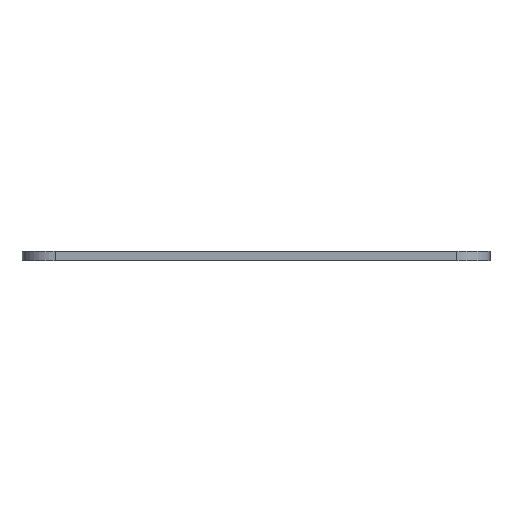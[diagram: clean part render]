
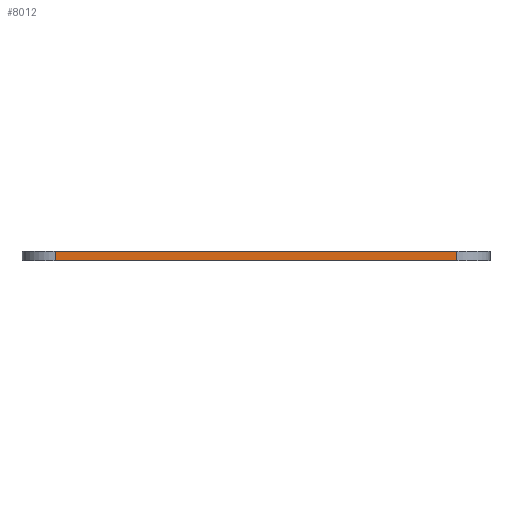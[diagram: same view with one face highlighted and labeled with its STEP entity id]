
A CAD part, left-side view. The second image highlights one B-rep face of the part: STEP entity #8012.
In plain terms, the highlighted planar face has unit normal (-1, 0, 0).
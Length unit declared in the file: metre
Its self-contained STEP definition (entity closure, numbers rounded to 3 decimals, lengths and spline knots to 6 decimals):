
#385=LINE('',#12525,#1026);
#463=LINE('',#13007,#1104);
#464=LINE('',#13009,#1105);
#465=LINE('',#13011,#1106);
#1026=VECTOR('',#9751,1.);
#1104=VECTOR('',#10147,1.);
#1105=VECTOR('',#10148,1.);
#1106=VECTOR('',#10149,1.);
#2013=ORIENTED_EDGE('',*,*,#4310,.F.);
#2014=ORIENTED_EDGE('',*,*,#4546,.T.);
#2015=ORIENTED_EDGE('',*,*,#4547,.T.);
#2016=ORIENTED_EDGE('',*,*,#4548,.T.);
#4310=EDGE_CURVE('',#5581,#5582,#385,.T.);
#4546=EDGE_CURVE('',#5581,#5812,#463,.T.);
#4547=EDGE_CURVE('',#5812,#5813,#464,.T.);
#4548=EDGE_CURVE('',#5813,#5582,#465,.F.);
#5581=VERTEX_POINT('',#12524);
#5582=VERTEX_POINT('',#12526);
#5812=VERTEX_POINT('',#13008);
#5813=VERTEX_POINT('',#13010);
#6931=EDGE_LOOP('',(#2013,#2014,#2015,#2016));
#7418=FACE_BOUND('',#6931,.T.);
#7882=PLANE('',#8723);
#8012=ADVANCED_FACE('',(#7418),#7882,.F.);
#8723=AXIS2_PLACEMENT_3D('',#13006,#10145,#10146);
#9751=DIRECTION('',(0.,-1.,0.));
#10145=DIRECTION('',(1.,0.,0.));
#10146=DIRECTION('',(0.,0.,-1.));
#10147=DIRECTION('',(0.,0.,-1.));
#10148=DIRECTION('',(0.,-1.,0.));
#10149=DIRECTION('',(0.,0.,-1.));
#12524=CARTESIAN_POINT('',(-0.068632,0.031152,0.0015));
#12525=CARTESIAN_POINT('',(-0.068632,0.000952,0.0015));
#12526=CARTESIAN_POINT('',(-0.068632,-0.029248,0.0015));
#13006=CARTESIAN_POINT('',(-0.068632,0.000952,0.0015));
#13007=CARTESIAN_POINT('',(-0.068632,0.031152,0.));
#13008=CARTESIAN_POINT('',(-0.068632,0.031152,0.));
#13009=CARTESIAN_POINT('',(-0.068632,0.000952,0.));
#13010=CARTESIAN_POINT('',(-0.068632,-0.029248,0.));
#13011=CARTESIAN_POINT('',(-0.068632,-0.029248,0.0015));
